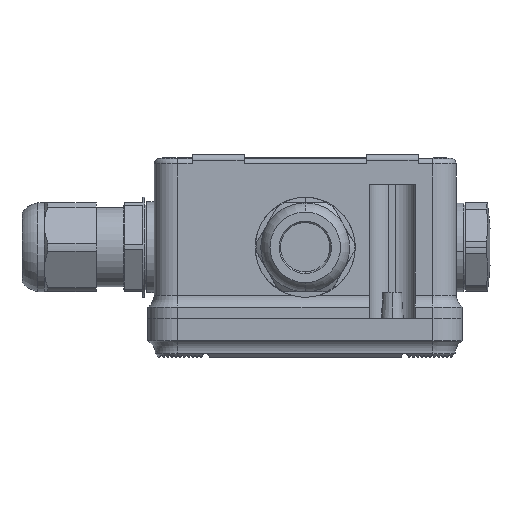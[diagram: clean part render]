
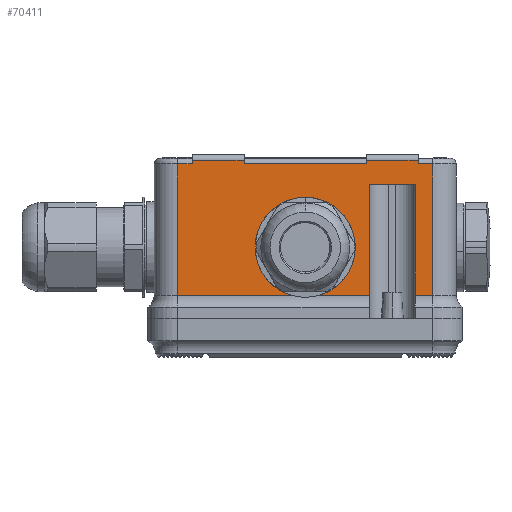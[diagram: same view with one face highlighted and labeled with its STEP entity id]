
A CAD part, left-side view. The second image highlights one B-rep face of the part: STEP entity #70411.
In plain terms, the highlighted planar face has unit normal (-1, 0, 0).
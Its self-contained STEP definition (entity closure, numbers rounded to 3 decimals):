
#1855 = CARTESIAN_POINT ( 'NONE',  ( -40.8, 0., 19.2 ) ) ;
#1857 = DIRECTION ( 'NONE',  ( -1., 0., 0. ) ) ;
#1858 = DIRECTION ( 'NONE',  ( 0., 0., 1. ) ) ;
#5473 = CARTESIAN_POINT ( 'NONE',  ( -40.8, 0., 9.1 ) ) ;
#5474 = CARTESIAN_POINT ( 'NONE',  ( -40.8, 0., 29.3 ) ) ;
#5949 = CARTESIAN_POINT ( 'NONE',  ( -40.8, -34.5, 6.273 ) ) ;
#5952 = CARTESIAN_POINT ( 'NONE',  ( -40.8, -30.5, 41.7 ) ) ;
#5953 = CARTESIAN_POINT ( 'NONE',  ( -40.8, -29.7, 6.273 ) ) ;
#5956 = CARTESIAN_POINT ( 'NONE',  ( -40.8, -16.5, 41.7 ) ) ;
#5958 = CARTESIAN_POINT ( 'NONE',  ( -40.8, -34.5, 41.7 ) ) ;
#5960 = CARTESIAN_POINT ( 'NONE',  ( -40.8, 16.5, 41.7 ) ) ;
#5962 = CARTESIAN_POINT ( 'NONE',  ( -40.8, 34.5, 41.7 ) ) ;
#5964 = CARTESIAN_POINT ( 'NONE',  ( -40.8, 30.5, 41.7 ) ) ;
#5967 = CARTESIAN_POINT ( 'NONE',  ( -40.8, -17.3, 6.273 ) ) ;
#5980 = CARTESIAN_POINT ( 'NONE',  ( -40.8, -29.7, 36.2 ) ) ;
#5982 = CARTESIAN_POINT ( 'NONE',  ( -40.8, 16.5, 42.7 ) ) ;
#5983 = CARTESIAN_POINT ( 'NONE',  ( -40.8, 34.5, 6.273 ) ) ;
#5984 = CARTESIAN_POINT ( 'NONE',  ( -40.8, -30.5, 42.7 ) ) ;
#5985 = CARTESIAN_POINT ( 'NONE',  ( -40.8, -16.5, 42.7 ) ) ;
#5986 = CARTESIAN_POINT ( 'NONE',  ( -40.8, -17.3, 36.2 ) ) ;
#5987 = CARTESIAN_POINT ( 'NONE',  ( -40.8, 30.5, 42.7 ) ) ;
#10207 = VECTOR ( 'NONE', #37068, 1000. ) ;
#10242 = VECTOR ( 'NONE', #37110, 1000. ) ;
#10254 = VECTOR ( 'NONE', #37123, 1000. ) ;
#10276 = VECTOR ( 'NONE', #37134, 1000. ) ;
#10359 = VECTOR ( 'NONE', #37230, 1000. ) ;
#10361 = VECTOR ( 'NONE', #37247, 1000. ) ;
#10367 = CIRCLE ( 'NONE', #10373, 10.1 ) ;
#10371 = VECTOR ( 'NONE', #37245, 1000. ) ;
#10373 = AXIS2_PLACEMENT_3D ( 'NONE', #37241, #37242, #37243 ) ;
#10375 = VECTOR ( 'NONE', #37255, 1000. ) ;
#10377 = VECTOR ( 'NONE', #37250, 1000. ) ;
#10379 = VECTOR ( 'NONE', #37253, 1000. ) ;
#10381 = VECTOR ( 'NONE', #37269, 1000. ) ;
#10383 = VECTOR ( 'NONE', #37258, 1000. ) ;
#10384 = VECTOR ( 'NONE', #37261, 1000. ) ;
#10387 = VECTOR ( 'NONE', #37264, 1000. ) ;
#10389 = VECTOR ( 'NONE', #37267, 1000. ) ;
#10393 = VECTOR ( 'NONE', #37272, 1000. ) ;
#16040 = AXIS2_PLACEMENT_3D ( 'NONE', #21971, #22015, #22017 ) ;
#21971 = CARTESIAN_POINT ( 'NONE',  ( -40.8, 34.5, -120.208 ) ) ;
#22004 = FACE_BOUND ( 'NONE', #51752, .T. ) ;
#22008 = FACE_OUTER_BOUND ( 'NONE', #51735, .T. ) ;
#22010 = PLANE ( 'NONE',  #16040 ) ;
#22015 = DIRECTION ( 'NONE',  ( -1., 0., 0. ) ) ;
#22017 = DIRECTION ( 'NONE',  ( 0., 0., 1. ) ) ;
#27363 = EDGE_CURVE ( 'NONE', #55027, #55029, #111956, .T. ) ;
#37066 = LINE ( 'NONE', #37067, #10207 ) ;
#37067 = CARTESIAN_POINT ( 'NONE',  ( -40.8, -34.5, 6.273 ) ) ;
#37068 = DIRECTION ( 'NONE',  ( 0., -1., 0. ) ) ;
#37093 = CARTESIAN_POINT ( 'NONE',  ( -40.8, 34.5, 41.7 ) ) ;
#37106 = LINE ( 'NONE', #37093, #10242 ) ;
#37110 = DIRECTION ( 'NONE',  ( 0., 1., 0. ) ) ;
#37114 = CARTESIAN_POINT ( 'NONE',  ( -40.8, 34.5, 41.7 ) ) ;
#37118 = LINE ( 'NONE', #37127, #10276 ) ;
#37119 = LINE ( 'NONE', #37114, #10254 ) ;
#37123 = DIRECTION ( 'NONE',  ( 0., 1., 0. ) ) ;
#37127 = CARTESIAN_POINT ( 'NONE',  ( -40.8, 34.5, 41.7 ) ) ;
#37134 = DIRECTION ( 'NONE',  ( 0., 1., 0. ) ) ;
#37228 = LINE ( 'NONE', #37229, #10359 ) ;
#37229 = CARTESIAN_POINT ( 'NONE',  ( -40.8, 34.5, -120.208 ) ) ;
#37230 = DIRECTION ( 'NONE',  ( 0., 0., 1. ) ) ;
#37234 = LINE ( 'NONE', #37235, #10371 ) ;
#37235 = CARTESIAN_POINT ( 'NONE',  ( -40.8, -30.5, 44.2 ) ) ;
#37239 = LINE ( 'NONE', #37254, #10375 ) ;
#37240 = LINE ( 'NONE', #37246, #10361 ) ;
#37241 = CARTESIAN_POINT ( 'NONE',  ( -40.8, 0., 19.2 ) ) ;
#37242 = DIRECTION ( 'NONE',  ( -1., 0., 0. ) ) ;
#37243 = DIRECTION ( 'NONE',  ( 0., 0., 1. ) ) ;
#37244 = LINE ( 'NONE', #37268, #10381 ) ;
#37245 = DIRECTION ( 'NONE',  ( 0., 0., -1. ) ) ;
#37246 = CARTESIAN_POINT ( 'NONE',  ( -40.8, 34.5, 42.7 ) ) ;
#37247 = DIRECTION ( 'NONE',  ( 0., 1., 0. ) ) ;
#37248 = LINE ( 'NONE', #37249, #10377 ) ;
#37249 = CARTESIAN_POINT ( 'NONE',  ( -40.8, -16.5, 44.2 ) ) ;
#37250 = DIRECTION ( 'NONE',  ( 0., 0., -1. ) ) ;
#37251 = LINE ( 'NONE', #37252, #10379 ) ;
#37252 = CARTESIAN_POINT ( 'NONE',  ( -40.8, 16.5, 44.2 ) ) ;
#37253 = DIRECTION ( 'NONE',  ( 0., 0., -1. ) ) ;
#37254 = CARTESIAN_POINT ( 'NONE',  ( -40.8, 34.5, 42.7 ) ) ;
#37255 = DIRECTION ( 'NONE',  ( 0., 1., 0. ) ) ;
#37256 = LINE ( 'NONE', #37257, #10383 ) ;
#37257 = CARTESIAN_POINT ( 'NONE',  ( -40.8, 30.5, 44.2 ) ) ;
#37258 = DIRECTION ( 'NONE',  ( 0., 0., -1. ) ) ;
#37259 = LINE ( 'NONE', #37260, #10384 ) ;
#37260 = CARTESIAN_POINT ( 'NONE',  ( -40.8, -34.5, 6.273 ) ) ;
#37261 = DIRECTION ( 'NONE',  ( 0., -1., 0. ) ) ;
#37262 = LINE ( 'NONE', #37263, #10387 ) ;
#37263 = CARTESIAN_POINT ( 'NONE',  ( -40.8, -17.3, -120.208 ) ) ;
#37264 = DIRECTION ( 'NONE',  ( 0., 0., -1. ) ) ;
#37265 = LINE ( 'NONE', #37266, #10389 ) ;
#37266 = CARTESIAN_POINT ( 'NONE',  ( -40.8, 34.5, 36.2 ) ) ;
#37267 = DIRECTION ( 'NONE',  ( 0., 1., 0. ) ) ;
#37268 = CARTESIAN_POINT ( 'NONE',  ( -40.8, -29.7, -120.208 ) ) ;
#37269 = DIRECTION ( 'NONE',  ( 0., 0., 1. ) ) ;
#37270 = LINE ( 'NONE', #37271, #10393 ) ;
#37271 = CARTESIAN_POINT ( 'NONE',  ( -40.8, -34.5, -120.208 ) ) ;
#37272 = DIRECTION ( 'NONE',  ( 0., 0., 1. ) ) ;
#51735 = EDGE_LOOP ( 'NONE', ( #87245, #87246, #87247, #87248, #87249, #87250, #87251, #87252, #87253, #87254, #87255, #87256, #87257, #87258, #87259, #87260 ) ) ;
#51752 = EDGE_LOOP ( 'NONE', ( #87243, #87244 ) ) ;
#55027 = VERTEX_POINT ( 'NONE', #5473 ) ;
#55029 = VERTEX_POINT ( 'NONE', #5474 ) ;
#56892 = VERTEX_POINT ( 'NONE', #5949 ) ;
#56895 = VERTEX_POINT ( 'NONE', #5952 ) ;
#56896 = VERTEX_POINT ( 'NONE', #5953 ) ;
#56899 = VERTEX_POINT ( 'NONE', #5956 ) ;
#56901 = VERTEX_POINT ( 'NONE', #5958 ) ;
#56903 = VERTEX_POINT ( 'NONE', #5960 ) ;
#56905 = VERTEX_POINT ( 'NONE', #5962 ) ;
#56907 = VERTEX_POINT ( 'NONE', #5964 ) ;
#56910 = VERTEX_POINT ( 'NONE', #5967 ) ;
#56923 = VERTEX_POINT ( 'NONE', #5980 ) ;
#56925 = VERTEX_POINT ( 'NONE', #5982 ) ;
#56926 = VERTEX_POINT ( 'NONE', #5983 ) ;
#56927 = VERTEX_POINT ( 'NONE', #5984 ) ;
#56928 = VERTEX_POINT ( 'NONE', #5985 ) ;
#56929 = VERTEX_POINT ( 'NONE', #5986 ) ;
#56930 = VERTEX_POINT ( 'NONE', #5987 ) ;
#62204 = EDGE_CURVE ( 'NONE', #56896, #56892, #37066, .T. ) ;
#62233 = EDGE_CURVE ( 'NONE', #56899, #56903, #37106, .T. ) ;
#62240 = EDGE_CURVE ( 'NONE', #56901, #56895, #37119, .T. ) ;
#62249 = EDGE_CURVE ( 'NONE', #56907, #56905, #37118, .T. ) ;
#62310 = EDGE_CURVE ( 'NONE', #56926, #56905, #37228, .T. ) ;
#62316 = EDGE_CURVE ( 'NONE', #55029, #55027, #10367, .T. ) ;
#62318 = EDGE_CURVE ( 'NONE', #56927, #56895, #37234, .T. ) ;
#62320 = EDGE_CURVE ( 'NONE', #56927, #56928, #37240, .T. ) ;
#62322 = EDGE_CURVE ( 'NONE', #56928, #56899, #37248, .T. ) ;
#62323 = EDGE_CURVE ( 'NONE', #56925, #56903, #37251, .T. ) ;
#62324 = EDGE_CURVE ( 'NONE', #56925, #56930, #37239, .T. ) ;
#62325 = EDGE_CURVE ( 'NONE', #56930, #56907, #37256, .T. ) ;
#62327 = EDGE_CURVE ( 'NONE', #56926, #56910, #37259, .T. ) ;
#62330 = EDGE_CURVE ( 'NONE', #56929, #56910, #37262, .T. ) ;
#62331 = EDGE_CURVE ( 'NONE', #56923, #56929, #37265, .T. ) ;
#62333 = EDGE_CURVE ( 'NONE', #56896, #56923, #37244, .T. ) ;
#62336 = EDGE_CURVE ( 'NONE', #56892, #56901, #37270, .T. ) ;
#70411 = ADVANCED_FACE ( 'NONE', ( #22004, #22008 ), #22010, .T. ) ;
#87243 = ORIENTED_EDGE ( 'NONE', *, *, #62316, .F. ) ;
#87244 = ORIENTED_EDGE ( 'NONE', *, *, #27363, .F. ) ;
#87245 = ORIENTED_EDGE ( 'NONE', *, *, #62318, .F. ) ;
#87246 = ORIENTED_EDGE ( 'NONE', *, *, #62320, .T. ) ;
#87247 = ORIENTED_EDGE ( 'NONE', *, *, #62322, .T. ) ;
#87248 = ORIENTED_EDGE ( 'NONE', *, *, #62233, .T. ) ;
#87249 = ORIENTED_EDGE ( 'NONE', *, *, #62323, .F. ) ;
#87250 = ORIENTED_EDGE ( 'NONE', *, *, #62324, .T. ) ;
#87251 = ORIENTED_EDGE ( 'NONE', *, *, #62325, .T. ) ;
#87252 = ORIENTED_EDGE ( 'NONE', *, *, #62249, .T. ) ;
#87253 = ORIENTED_EDGE ( 'NONE', *, *, #62310, .F. ) ;
#87254 = ORIENTED_EDGE ( 'NONE', *, *, #62327, .T. ) ;
#87255 = ORIENTED_EDGE ( 'NONE', *, *, #62330, .F. ) ;
#87256 = ORIENTED_EDGE ( 'NONE', *, *, #62331, .F. ) ;
#87257 = ORIENTED_EDGE ( 'NONE', *, *, #62333, .F. ) ;
#87258 = ORIENTED_EDGE ( 'NONE', *, *, #62204, .T. ) ;
#87259 = ORIENTED_EDGE ( 'NONE', *, *, #62336, .T. ) ;
#87260 = ORIENTED_EDGE ( 'NONE', *, *, #62240, .T. ) ;
#111956 = CIRCLE ( 'NONE', #111958, 10.1 ) ;
#111958 = AXIS2_PLACEMENT_3D ( 'NONE', #1855, #1857, #1858 ) ;
